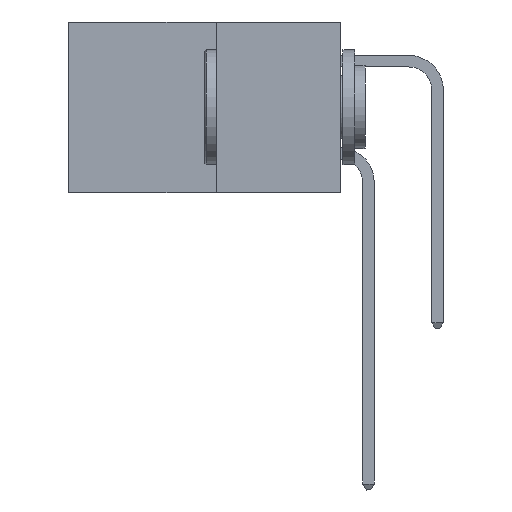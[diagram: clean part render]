
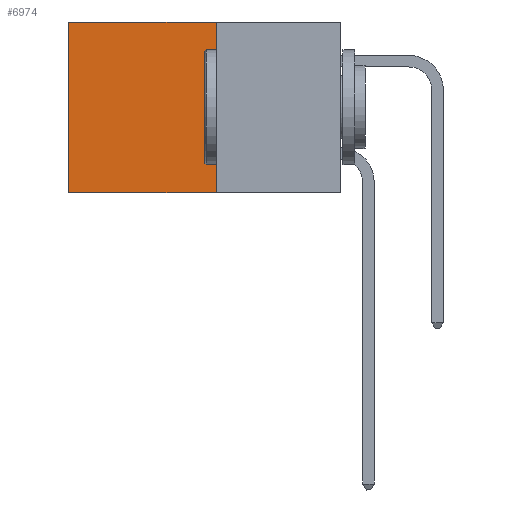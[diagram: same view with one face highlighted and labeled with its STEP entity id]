
A CAD part, left-side view. The second image highlights one B-rep face of the part: STEP entity #6974.
In plain terms, the highlighted planar face has unit normal (-1, 0, 0).
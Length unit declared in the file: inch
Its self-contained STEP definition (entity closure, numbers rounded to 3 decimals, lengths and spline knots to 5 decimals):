
#246 = DIRECTION ( 'NONE',  ( 0., 0., -1. ) ) ;
#924 = ORIENTED_EDGE ( 'NONE', *, *, #18164, .T. ) ;
#3949 = VERTEX_POINT ( 'NONE', #21769 ) ;
#4562 = VECTOR ( 'NONE', #246, 39.37008 ) ;
#6629 = LINE ( 'NONE', #19173, #12895 ) ;
#6974 = ADVANCED_FACE ( 'NONE', ( #28495 ), #31261, .F. ) ;
#7151 = DIRECTION ( 'NONE',  ( 0., 0., -1. ) ) ;
#7318 = VERTEX_POINT ( 'NONE', #27348 ) ;
#8961 = EDGE_LOOP ( 'NONE', ( #924, #17535, #10324, #28817 ) ) ;
#9728 = CARTESIAN_POINT ( 'NONE',  ( 0.277, 0.59, -0.37 ) ) ;
#10185 = EDGE_CURVE ( 'NONE', #34083, #11046, #6629, .T. ) ;
#10324 = ORIENTED_EDGE ( 'NONE', *, *, #24912, .F. ) ;
#10886 = CARTESIAN_POINT ( 'NONE',  ( 0.277, 0.27, -0.37 ) ) ;
#11046 = VERTEX_POINT ( 'NONE', #17832 ) ;
#12895 = VECTOR ( 'NONE', #32342, 39.37008 ) ;
#13994 = DIRECTION ( 'NONE',  ( 0., 1., 0. ) ) ;
#15371 = CARTESIAN_POINT ( 'NONE',  ( 0.277, 0.27, -0.37 ) ) ;
#16018 = LINE ( 'NONE', #9728, #22290 ) ;
#16610 = EDGE_CURVE ( 'NONE', #7318, #3949, #30310, .T. ) ;
#16934 = AXIS2_PLACEMENT_3D ( 'NONE', #15371, #33885, #18087 ) ;
#17535 = ORIENTED_EDGE ( 'NONE', *, *, #10185, .F. ) ;
#17832 = CARTESIAN_POINT ( 'NONE',  ( 0.277, 0.59, -0.37 ) ) ;
#18087 = DIRECTION ( 'NONE',  ( 0., 0., -1. ) ) ;
#18164 = EDGE_CURVE ( 'NONE', #3949, #11046, #16018, .T. ) ;
#18824 = LINE ( 'NONE', #10886, #4562 ) ;
#19173 = CARTESIAN_POINT ( 'NONE',  ( 0.277, 0.27, -0.37 ) ) ;
#21664 = VECTOR ( 'NONE', #13994, 39.37008 ) ;
#21769 = CARTESIAN_POINT ( 'NONE',  ( 0.277, 0.59, 0. ) ) ;
#22290 = VECTOR ( 'NONE', #7151, 39.37008 ) ;
#24622 = CARTESIAN_POINT ( 'NONE',  ( 0.277, 0.27, 0. ) ) ;
#24912 = EDGE_CURVE ( 'NONE', #7318, #34083, #18824, .T. ) ;
#25349 = CARTESIAN_POINT ( 'NONE',  ( 0.277, 0.27, -0.37 ) ) ;
#27348 = CARTESIAN_POINT ( 'NONE',  ( 0.277, 0.27, 0. ) ) ;
#28495 = FACE_OUTER_BOUND ( 'NONE', #8961, .T. ) ;
#28817 = ORIENTED_EDGE ( 'NONE', *, *, #16610, .T. ) ;
#30310 = LINE ( 'NONE', #24622, #21664 ) ;
#31261 = PLANE ( 'NONE',  #16934 ) ;
#32342 = DIRECTION ( 'NONE',  ( 0., 1., 0. ) ) ;
#33885 = DIRECTION ( 'NONE',  ( 1., 0., 0. ) ) ;
#34083 = VERTEX_POINT ( 'NONE', #25349 ) ;
